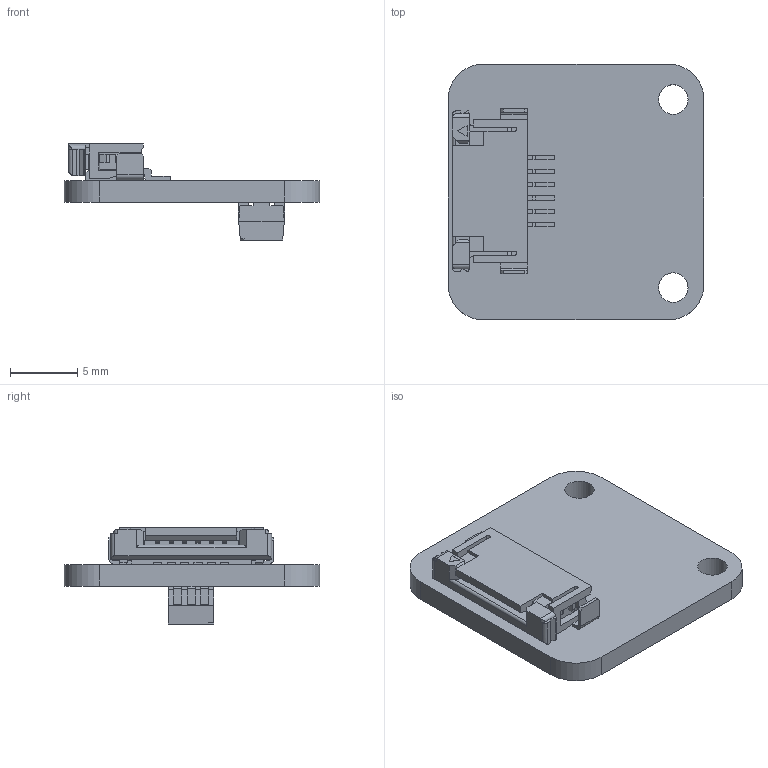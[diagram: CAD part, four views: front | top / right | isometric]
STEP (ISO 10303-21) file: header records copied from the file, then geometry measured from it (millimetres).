
FILE_DESCRIPTION(('KiCad electronic assembly'),'2;1');
FILE_NAME('LedBoard.step','2021-11-17T00:09:31',('An Author'),( 'A Company'),'Open CASCADE STEP processor 6.9', 'KiCad to STEP converter','Unknown');
FILE_SCHEMA(('AUTOMOTIVE_DESIGN { 1 0 10303 214 1 1 1 1 }'));
Length unit declared in the file: millimetre
Products named in the file (12): Open CASCADE STEP translator 6.9 1; 6-PLCC; SOLID; COMPOUND; Molex_FFC_0522070633
Assembly tree (11 placements, depth 3):
  Open CASCADE STEP translator 6.9 1
    6-PLCC
      SOLID
      SOLID
      SOLID
      SOLID
      SOLID
      SOLID
      COMPOUND
    Molex_FFC_0522070633
      SOLID
    COMPOUND
Bounding box: 19.09 x 19.09 x 7.17 mm (x, y, z)
Volume: 758.6 mm3; surface area: 1560.7 mm2
Topology: 14 solids, 14 shells, 600 faces, 1713 edges, 1128 vertices
Faces by surface type: plane 529, cylinder 71
Full cylindrical faces by diameter (mm): 2.2 x2
Entity records: 43276 total; most frequent: CARTESIAN_POINT 7623, DIRECTION 6419, LINE 4841, VECTOR 4841, ORIENTED_EDGE 3426, PCURVE 3426, DEFINITIONAL_REPRESENTATION 3426, EDGE_CURVE 1713
